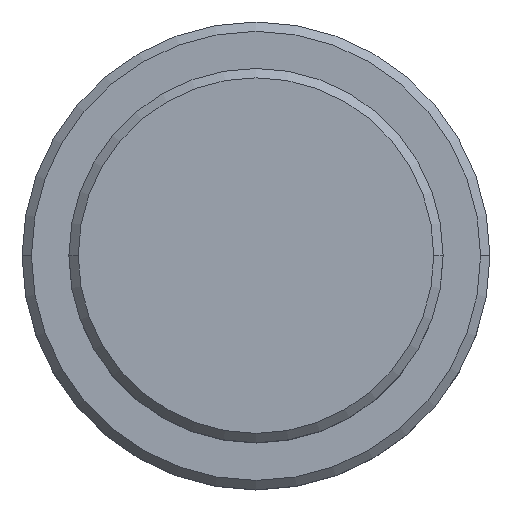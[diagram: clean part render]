
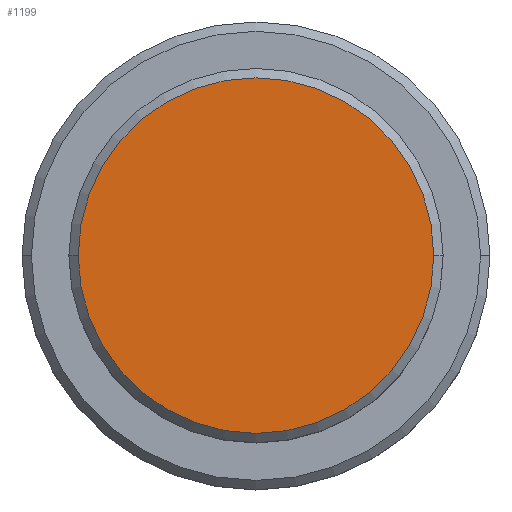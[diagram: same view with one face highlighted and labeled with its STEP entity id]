
A CAD part, top view. The second image highlights one B-rep face of the part: STEP entity #1199.
In plain terms, the highlighted planar face has unit normal (0, 0, 1).
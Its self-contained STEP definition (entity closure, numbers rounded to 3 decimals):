
#38 = CARTESIAN_POINT ( 'NONE',  ( 0., 0., 0. ) ) ;
#106 = DIRECTION ( 'NONE',  ( 1., 0., 0. ) ) ;
#144 = EDGE_CURVE ( 'NONE', #1200, #478, #464, .T. ) ;
#219 = AXIS2_PLACEMENT_3D ( 'NONE', #530, #973, #294 ) ;
#220 = CIRCLE ( 'NONE', #888, 9.5 ) ;
#244 = ORIENTED_EDGE ( 'NONE', *, *, #1259, .T. ) ;
#294 = DIRECTION ( 'NONE',  ( 1., 0., 0. ) ) ;
#389 = EDGE_LOOP ( 'NONE', ( #664, #244 ) ) ;
#393 = AXIS2_PLACEMENT_3D ( 'NONE', #38, #473, #911 ) ;
#464 = CIRCLE ( 'NONE', #393, 9.5 ) ;
#473 = DIRECTION ( 'NONE',  ( 0., 0., 1. ) ) ;
#478 = VERTEX_POINT ( 'NONE', #1201 ) ;
#530 = CARTESIAN_POINT ( 'NONE',  ( 0., 0., 0. ) ) ;
#551 = DIRECTION ( 'NONE',  ( 0., 0., 1. ) ) ;
#664 = ORIENTED_EDGE ( 'NONE', *, *, #144, .T. ) ;
#727 = CARTESIAN_POINT ( 'NONE',  ( -9.5, 0., 0. ) ) ;
#736 = FACE_OUTER_BOUND ( 'NONE', #389, .T. ) ;
#888 = AXIS2_PLACEMENT_3D ( 'NONE', #1219, #551, #106 ) ;
#911 = DIRECTION ( 'NONE',  ( 1., 0., 0. ) ) ;
#973 = DIRECTION ( 'NONE',  ( 0., 0., 1. ) ) ;
#1190 = PLANE ( 'NONE',  #219 ) ;
#1199 = ADVANCED_FACE ( 'NONE', ( #736 ), #1190, .T. ) ;
#1200 = VERTEX_POINT ( 'NONE', #727 ) ;
#1201 = CARTESIAN_POINT ( 'NONE',  ( 9.5, 0., 0. ) ) ;
#1219 = CARTESIAN_POINT ( 'NONE',  ( 0., 0., 0. ) ) ;
#1259 = EDGE_CURVE ( 'NONE', #478, #1200, #220, .T. ) ;
